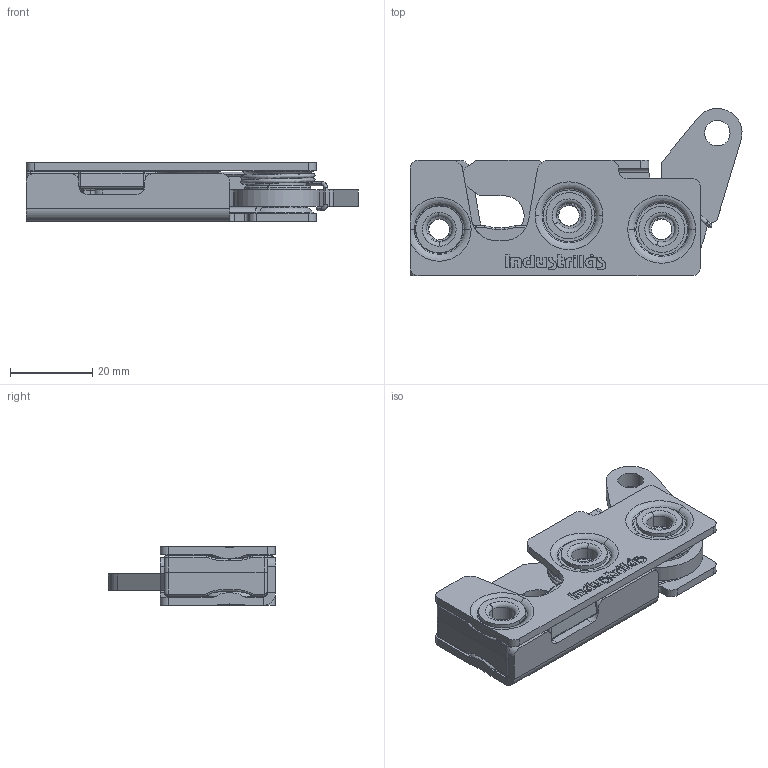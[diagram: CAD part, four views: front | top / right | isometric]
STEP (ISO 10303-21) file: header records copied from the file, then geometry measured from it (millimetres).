
FILE_DESCRIPTION (( 'STEP AP214' ), '1' );
FILE_NAME ('5224-11111011-00_Industrilas.step', '2025-09-08T12:53:16', ( '' ), ( '' ), 'SwSTEP 2.0', 'SolidWorks 2010', '' );
FILE_SCHEMA (( 'AUTOMOTIVE_DESIGN' ));
Length unit declared in the file: millimetre
Products named in the file (9): 00132393(Default)-2; 00132387(In-line)-1-1; 522321-317000_threaded-rivet; 522321-318000_threaded-rivet2; 00131848(Single Stage)-2-1; 00131847(Top pull)-2-1; 00135958(startl�ge)-2; 00149988(mirror); 5224-11111011-00_Industrilas
Assembly tree (9 placements, depth 2):
  5224-11111011-00_Industrilas
    00132393(Default)-2
    00132387(In-line)-1-1
    00131848(Single Stage)-2-1
    522321-318000_threaded-rivet2
    522321-317000_threaded-rivet  x2
    00149988(mirror)
    00135958(startl�ge)-2
    00131847(Top pull)-2-1
Bounding box: 80.59 x 40.58 x 14.2 mm (x, y, z)
Volume: 17167.7 mm3; surface area: 18343.1 mm2
Topology: 10 solids, 10 shells, 863 faces, 2183 edges, 1370 vertices
Faces by surface type: cylinder 300, plane 260, torus 156, bspline 105, cone 28, sphere 14
Entity records: 31667 total; most frequent: CARTESIAN_POINT 10979, ORIENTED_EDGE 4112, DIRECTION 3986, EDGE_CURVE 2056, AXIS2_PLACEMENT_3D 1558, VERTEX_POINT 1290, LINE 870, VECTOR 870
